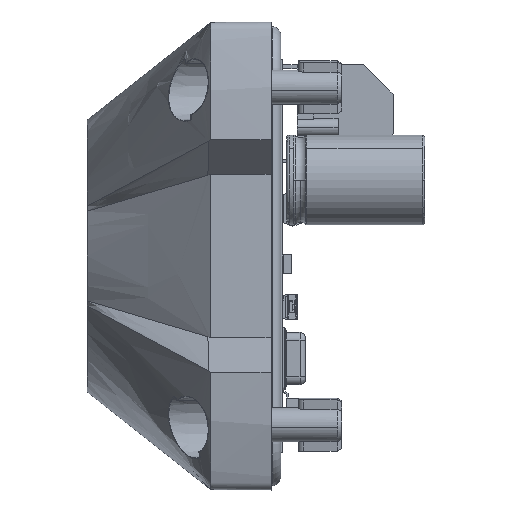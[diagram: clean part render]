
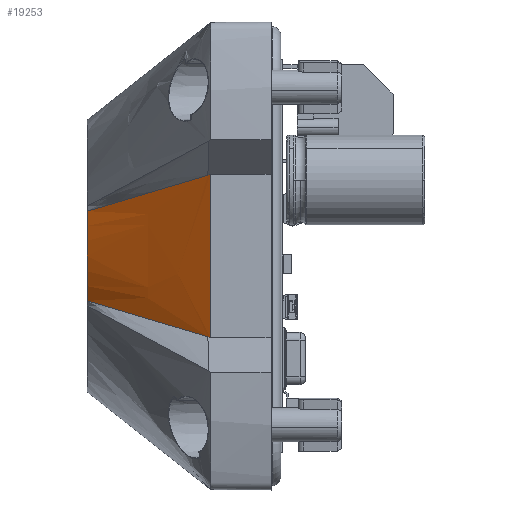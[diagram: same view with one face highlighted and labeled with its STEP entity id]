
A CAD part, left-side view. The second image highlights one B-rep face of the part: STEP entity #19253.
In plain terms, the highlighted free-form (B-spline) face has degree [3, 1] with [10, 2] control points.
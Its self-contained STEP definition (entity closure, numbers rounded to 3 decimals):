
#38 = CARTESIAN_POINT ( 'NONE',  ( -43., 11., 15.3 ) ) ;
#1810 = CARTESIAN_POINT ( 'NONE',  ( -42.903, 11.114, -15.037 ) ) ;
#2495 = CARTESIAN_POINT ( 'NONE',  ( -42.903, 11.114, -15.056 ) ) ;
#4409 = CARTESIAN_POINT ( 'NONE',  ( -42.627, 11.439, -14.9 ) ) ;
#5346 = CARTESIAN_POINT ( 'NONE',  ( -43., 11., -5. ) ) ;
#6035 = EDGE_CURVE ( 'NONE', #63284, #41163, #35828, .T. ) ;
#6316 = CARTESIAN_POINT ( 'NONE',  ( -42.903, 11.114, 15.056 ) ) ;
#6413 = VERTEX_POINT ( 'NONE', #26286 ) ;
#7805 = CARTESIAN_POINT ( 'NONE',  ( -42.903, 11.123, 3.75 ) ) ;
#8735 = CARTESIAN_POINT ( 'NONE',  ( -42.903, 11.114, -15.056 ) ) ;
#8808 = CARTESIAN_POINT ( 'NONE',  ( -42.903, 11.114, 15.056 ) ) ;
#8965 = EDGE_CURVE ( 'NONE', #55281, #6413, #54861, .T. ) ;
#9028 = CARTESIAN_POINT ( 'NONE',  ( -42.903, 11.114, -15.056 ) ) ;
#9367 = EDGE_CURVE ( 'NONE', #63284, #61068, #59491, .T. ) ;
#10341 = CARTESIAN_POINT ( 'NONE',  ( -42.903, 11.118, 11.25 ) ) ;
#11735 = CARTESIAN_POINT ( 'NONE',  ( -42.903, 11.114, -15.019 ) ) ;
#11807 = ORIENTED_EDGE ( 'NONE', *, *, #36498, .T. ) ;
#11896 = CARTESIAN_POINT ( 'NONE',  ( -24.883, 33.8, 2.794 ) ) ;
#13987 = CARTESIAN_POINT ( 'NONE',  ( -42.765, 11.276, -14.978 ) ) ;
#14473 = VERTEX_POINT ( 'NONE', #22592 ) ;
#15670 = CARTESIAN_POINT ( 'NONE',  ( -42.903, 11.117, 12.519 ) ) ;
#16667 = CARTESIAN_POINT ( 'NONE',  ( -23.605, 33.8, -8.234 ) ) ;
#19253 = ADVANCED_FACE ( 'NONE', ( #54162 ), #21256, .T. ) ;
#20936 = CARTESIAN_POINT ( 'NONE',  ( -25., 33.8, -2.784 ) ) ;
#21256 = B_SPLINE_SURFACE_WITH_KNOTS ( 'NONE', 3, 1, ( 
 ( #22664, #49562 ),
 ( #65517, #55209 ),
 ( #64479, #43568 ),
 ( #65178, #16667 ),
 ( #5346, #43212 ),
 ( #26932, #37526 ),
 ( #38228, #32232 ),
 ( #48525, #65876 ),
 ( #43915, #64826 ),
 ( #38, #49217 ) ),
 .UNSPECIFIED., .F., .F., .F.,
 ( 4, 3, 3, 4 ),
 ( 2, 2 ),
 ( -0.01, 0., 1., 1.01 ),
 ( 0., 1. ),
 .UNSPECIFIED. ) ;
#22005 = CARTESIAN_POINT ( 'NONE',  ( -42.903, 11.115, 13.787 ) ) ;
#22592 = CARTESIAN_POINT ( 'NONE',  ( -23.605, 33.8, 8.234 ) ) ;
#22664 = CARTESIAN_POINT ( 'NONE',  ( -43., 11., -15.3 ) ) ;
#22720 = CARTESIAN_POINT ( 'NONE',  ( -42.488, 11.601, -14.822 ) ) ;
#23293 = CARTESIAN_POINT ( 'NONE',  ( -42.765, 11.276, 14.978 ) ) ;
#26286 = CARTESIAN_POINT ( 'NONE',  ( -23.605, 33.8, -8.234 ) ) ;
#26932 = CARTESIAN_POINT ( 'NONE',  ( -43., 11., 5. ) ) ;
#27285 = CARTESIAN_POINT ( 'NONE',  ( -42.903, 11.114, 15.056 ) ) ;
#27803 = CARTESIAN_POINT ( 'NONE',  ( -25., 33.8, 1.401 ) ) ;
#27896 = CARTESIAN_POINT ( 'NONE',  ( -42.627, 11.439, 14.9 ) ) ;
#28687 = CARTESIAN_POINT ( 'NONE',  ( -42.903, 11.114, -15. ) ) ;
#28978 = VECTOR ( 'NONE', #59796, 1000. ) ;
#31235 = ORIENTED_EDGE ( 'NONE', *, *, #9367, .T. ) ;
#31302 = CARTESIAN_POINT ( 'NONE',  ( -42.488, 11.601, -14.822 ) ) ;
#32232 = CARTESIAN_POINT ( 'NONE',  ( -23.605, 33.8, 8.234 ) ) ;
#33452 = CARTESIAN_POINT ( 'NONE',  ( -24.415, 33.8, 5.557 ) ) ;
#33631 = DIRECTION ( 'NONE',  ( 0.632, 0.743, 0.22 ) ) ;
#35828 = B_SPLINE_CURVE_WITH_KNOTS ( 'NONE', 3,
 ( #27285, #22005, #15670, #10341, #53850, #7805, #38592, #65896, #38948, #55231, #44982, #66936, #28687, #11735, #1810, #2495 ),
 .UNSPECIFIED., .F., .F.,
 ( 4, 3, 3, 3, 3, 4 ),
 ( 0.03, 0.034, 0.045, 0.053, 0.06, 0.06 ),
 .UNSPECIFIED. ) ;
#36189 = VERTEX_POINT ( 'NONE', #42326 ) ;
#36498 = EDGE_CURVE ( 'NONE', #36189, #6413, #50639, .T. ) ;
#37526 = CARTESIAN_POINT ( 'NONE',  ( -25.465, 33.8, 2.903 ) ) ;
#38228 = CARTESIAN_POINT ( 'NONE',  ( -43., 11., 15. ) ) ;
#38592 = CARTESIAN_POINT ( 'NONE',  ( -42.903, 11.123, 0. ) ) ;
#38948 = CARTESIAN_POINT ( 'NONE',  ( -42.903, 11.122, -5. ) ) ;
#39114 = CARTESIAN_POINT ( 'NONE',  ( -23.605, 33.8, 8.234 ) ) ;
#39183 = CARTESIAN_POINT ( 'NONE',  ( -42.488, 11.601, 14.822 ) ) ;
#39383 = EDGE_CURVE ( 'NONE', #41163, #55281, #61997, .T. ) ;
#39873 = EDGE_CURVE ( 'NONE', #61068, #14473, #44208, .T. ) ;
#40173 = ORIENTED_EDGE ( 'NONE', *, *, #47633, .F. ) ;
#40981 = ORIENTED_EDGE ( 'NONE', *, *, #39873, .T. ) ;
#41163 = VERTEX_POINT ( 'NONE', #8735 ) ;
#42326 = CARTESIAN_POINT ( 'NONE',  ( -25., 33.8, 0. ) ) ;
#43212 = CARTESIAN_POINT ( 'NONE',  ( -25.465, 33.8, -2.903 ) ) ;
#43401 = CARTESIAN_POINT ( 'NONE',  ( -24.067, 33.8, 6.91 ) ) ;
#43568 = CARTESIAN_POINT ( 'NONE',  ( -23.586, 33.8, -8.288 ) ) ;
#43863 = CARTESIAN_POINT ( 'NONE',  ( -33.303, 22.4, 11.617 ) ) ;
#43915 = CARTESIAN_POINT ( 'NONE',  ( -43., 11., 15.2 ) ) ;
#44208 = LINE ( 'NONE', #43863, #28978 ) ;
#44883 = CARTESIAN_POINT ( 'NONE',  ( -42.488, 11.601, 14.822 ) ) ;
#44982 = CARTESIAN_POINT ( 'NONE',  ( -42.903, 11.119, -10. ) ) ;
#45465 = VECTOR ( 'NONE', #33631, 1000. ) ;
#47124 = CARTESIAN_POINT ( 'NONE',  ( -25., 33.8, 0. ) ) ;
#47633 = EDGE_CURVE ( 'NONE', #36189, #14473, #56115, .T. ) ;
#48525 = CARTESIAN_POINT ( 'NONE',  ( -43., 11., 15.1 ) ) ;
#48709 = ORIENTED_EDGE ( 'NONE', *, *, #8965, .F. ) ;
#49217 = CARTESIAN_POINT ( 'NONE',  ( -23.549, 33.8, 8.394 ) ) ;
#49562 = CARTESIAN_POINT ( 'NONE',  ( -23.549, 33.8, -8.394 ) ) ;
#50639 = B_SPLINE_CURVE_WITH_KNOTS ( 'NONE', 3,
 ( #47124, #20936, #63418, #68736 ),
 .UNSPECIFIED., .F., .F.,
 ( 4, 4 ),
 ( 0., 1. ),
 .UNSPECIFIED. ) ;
#53850 = CARTESIAN_POINT ( 'NONE',  ( -42.903, 11.121, 7.5 ) ) ;
#54162 = FACE_OUTER_BOUND ( 'NONE', #65219, .T. ) ;
#54861 = LINE ( 'NONE', #55562, #45465 ) ;
#55209 = CARTESIAN_POINT ( 'NONE',  ( -23.568, 33.8, -8.341 ) ) ;
#55231 = CARTESIAN_POINT ( 'NONE',  ( -42.903, 11.121, -7.5 ) ) ;
#55281 = VERTEX_POINT ( 'NONE', #22720 ) ;
#55562 = CARTESIAN_POINT ( 'NONE',  ( -33.303, 22.4, -11.617 ) ) ;
#55891 = ORIENTED_EDGE ( 'NONE', *, *, #39383, .F. ) ;
#56115 = B_SPLINE_CURVE_WITH_KNOTS ( 'NONE', 3,
 ( #60726, #27803, #11896, #33452, #43401, #39114 ),
 .UNSPECIFIED., .F., .F.,
 ( 4, 2, 4 ),
 ( 0., 0.5, 1. ),
 .UNSPECIFIED. ) ;
#59040 = ORIENTED_EDGE ( 'NONE', *, *, #6035, .F. ) ;
#59491 = B_SPLINE_CURVE_WITH_KNOTS ( 'NONE', 3,
 ( #6316, #23293, #27896, #44883 ),
 .UNSPECIFIED., .F., .F.,
 ( 4, 4 ),
 ( 0., 0.001 ),
 .UNSPECIFIED. ) ;
#59796 = DIRECTION ( 'NONE',  ( 0.632, 0.743, -0.22 ) ) ;
#60726 = CARTESIAN_POINT ( 'NONE',  ( -25., 33.8, 0. ) ) ;
#61068 = VERTEX_POINT ( 'NONE', #39183 ) ;
#61997 = B_SPLINE_CURVE_WITH_KNOTS ( 'NONE', 3,
 ( #9028, #13987, #4409, #31302 ),
 .UNSPECIFIED., .F., .F.,
 ( 4, 4 ),
 ( 0., 0.001 ),
 .UNSPECIFIED. ) ;
#63284 = VERTEX_POINT ( 'NONE', #8808 ) ;
#63418 = CARTESIAN_POINT ( 'NONE',  ( -24.535, 33.8, -5.568 ) ) ;
#64479 = CARTESIAN_POINT ( 'NONE',  ( -43., 11., -15.1 ) ) ;
#64826 = CARTESIAN_POINT ( 'NONE',  ( -23.568, 33.8, 8.341 ) ) ;
#65178 = CARTESIAN_POINT ( 'NONE',  ( -43., 11., -15. ) ) ;
#65219 = EDGE_LOOP ( 'NONE', ( #40173, #11807, #48709, #55891, #59040, #31235, #40981 ) ) ;
#65517 = CARTESIAN_POINT ( 'NONE',  ( -43., 11., -15.2 ) ) ;
#65876 = CARTESIAN_POINT ( 'NONE',  ( -23.586, 33.8, 8.288 ) ) ;
#65896 = CARTESIAN_POINT ( 'NONE',  ( -42.903, 11.123, -2.5 ) ) ;
#66936 = CARTESIAN_POINT ( 'NONE',  ( -42.903, 11.117, -12.5 ) ) ;
#68736 = CARTESIAN_POINT ( 'NONE',  ( -23.605, 33.8, -8.234 ) ) ;
